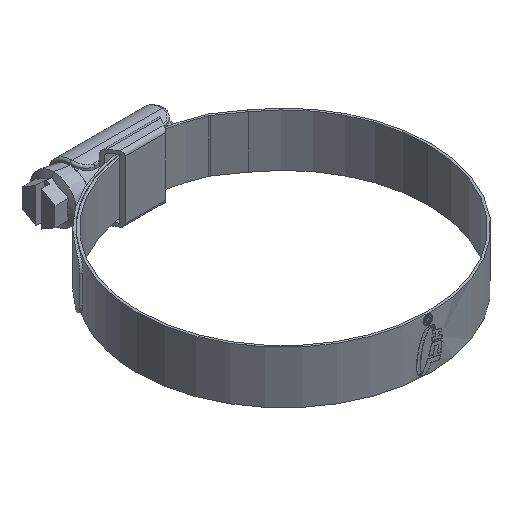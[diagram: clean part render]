
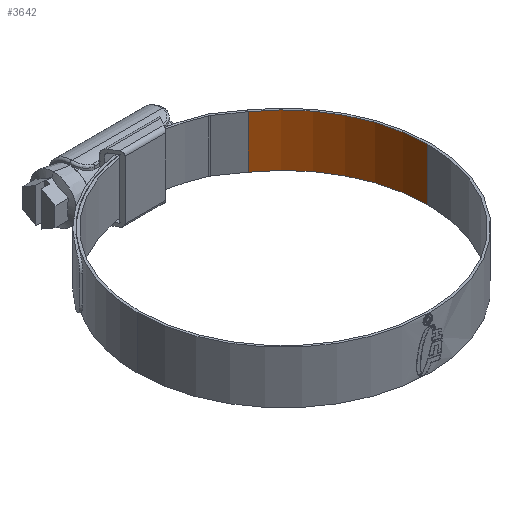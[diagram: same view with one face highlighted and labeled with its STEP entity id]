
A CAD part, isometric view. The second image highlights one B-rep face of the part: STEP entity #3642.
In plain terms, the highlighted cylindrical face has radius 35 mm (diameter 70 mm), a partial arc.
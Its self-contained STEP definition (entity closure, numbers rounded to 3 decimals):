
#684 = CARTESIAN_POINT ( 'NONE',  ( 35., 0., 6.35 ) ) ;
#950 = AXIS2_PLACEMENT_3D ( 'NONE', #3998, #4350, #1961 ) ;
#1191 = CIRCLE ( 'NONE', #950, 35. ) ;
#1318 = CIRCLE ( 'NONE', #2306, 35. ) ;
#1452 = EDGE_CURVE ( 'NONE', #3426, #6881, #1318, .T. ) ;
#1514 = CARTESIAN_POINT ( 'NONE',  ( 0., 0., 6.35 ) ) ;
#1721 = DIRECTION ( 'NONE',  ( 1., 0., 0. ) ) ;
#1917 = CARTESIAN_POINT ( 'NONE',  ( 35., 0., 6.35 ) ) ;
#1961 = DIRECTION ( 'NONE',  ( 1., 0., 0. ) ) ;
#2306 = AXIS2_PLACEMENT_3D ( 'NONE', #2417, #6548, #1721 ) ;
#2399 = EDGE_CURVE ( 'NONE', #6545, #5168, #1191, .T. ) ;
#2412 = ORIENTED_EDGE ( 'NONE', *, *, #2399, .T. ) ;
#2417 = CARTESIAN_POINT ( 'NONE',  ( 0., 0., -6.35 ) ) ;
#2531 = LINE ( 'NONE', #1917, #4409 ) ;
#2659 = LINE ( 'NONE', #4973, #3925 ) ;
#3144 = CYLINDRICAL_SURFACE ( 'NONE', #4793, 35. ) ;
#3426 = VERTEX_POINT ( 'NONE', #3683 ) ;
#3516 = EDGE_CURVE ( 'NONE', #6545, #3426, #2531, .T. ) ;
#3630 = ORIENTED_EDGE ( 'NONE', *, *, #1452, .F. ) ;
#3642 = ADVANCED_FACE ( 'NONE', ( #4463 ), #3144, .F. ) ;
#3683 = CARTESIAN_POINT ( 'NONE',  ( 35., 0., -6.35 ) ) ;
#3870 = DIRECTION ( 'NONE',  ( -1., 0., 0. ) ) ;
#3925 = VECTOR ( 'NONE', #6678, 1000. ) ;
#3998 = CARTESIAN_POINT ( 'NONE',  ( 0., 0., 6.35 ) ) ;
#4350 = DIRECTION ( 'NONE',  ( 0., 0., 1. ) ) ;
#4409 = VECTOR ( 'NONE', #4880, 1000. ) ;
#4424 = ORIENTED_EDGE ( 'NONE', *, *, #3516, .F. ) ;
#4463 = FACE_OUTER_BOUND ( 'NONE', #4727, .T. ) ;
#4531 = ORIENTED_EDGE ( 'NONE', *, *, #7342, .T. ) ;
#4727 = EDGE_LOOP ( 'NONE', ( #4424, #2412, #4531, #3630 ) ) ;
#4793 = AXIS2_PLACEMENT_3D ( 'NONE', #1514, #4918, #3870 ) ;
#4880 = DIRECTION ( 'NONE',  ( 0., 0., -1. ) ) ;
#4918 = DIRECTION ( 'NONE',  ( 0., 0., -1. ) ) ;
#4973 = CARTESIAN_POINT ( 'NONE',  ( 20.075, 28.67, 6.35 ) ) ;
#5168 = VERTEX_POINT ( 'NONE', #7555 ) ;
#6125 = CARTESIAN_POINT ( 'NONE',  ( 20.075, 28.67, -6.35 ) ) ;
#6545 = VERTEX_POINT ( 'NONE', #684 ) ;
#6548 = DIRECTION ( 'NONE',  ( 0., 0., 1. ) ) ;
#6678 = DIRECTION ( 'NONE',  ( 0., 0., -1. ) ) ;
#6881 = VERTEX_POINT ( 'NONE', #6125 ) ;
#7342 = EDGE_CURVE ( 'NONE', #5168, #6881, #2659, .T. ) ;
#7555 = CARTESIAN_POINT ( 'NONE',  ( 20.075, 28.67, 6.35 ) ) ;
